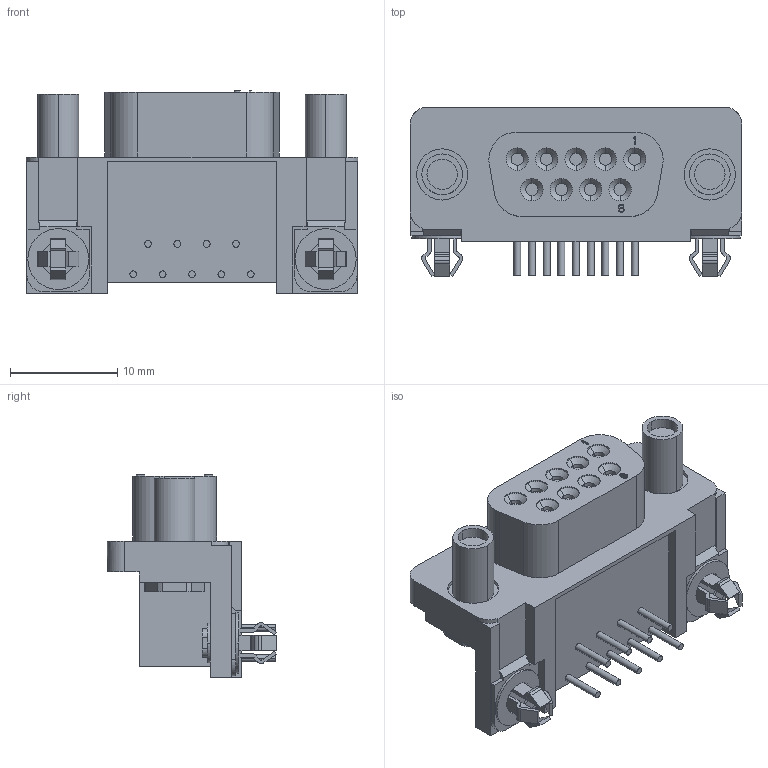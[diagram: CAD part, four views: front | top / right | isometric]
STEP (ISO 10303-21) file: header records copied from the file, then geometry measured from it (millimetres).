
FILE_DESCRIPTION(('STEP AP242'),'1');
FILE_NAME('5747844-5.stp','2021-02-13T11:48:13',('TraceParts'),('TraceParts S.A.'),'Spatial InterOp 3D',' ',' ');
FILE_SCHEMA(('AP242_MANAGED_MODEL_BASED_3D_ENGINEERING_MIM_LF {1 0 10303 442 1 1 4}'));
Length unit declared in the file: millimetre
Products named in the file (1): 5747844-5
Bounding box: 30.99 x 15.81 x 18.9 mm (x, y, z)
Volume: 3620.1 mm3; surface area: 2579.6 mm2
Topology: 1 solids, 1 shells, 485 faces, 1253 edges, 820 vertices
Faces by surface type: plane 291, cylinder 176, cone 18
Entity records: 14784 total; most frequent: DIRECTION 2595, CARTESIAN_POINT 2559, ORIENTED_EDGE 2506, EDGE_CURVE 1253, LINE 883, VECTOR 883, AXIS2_PLACEMENT_3D 856, VERTEX_POINT 820
